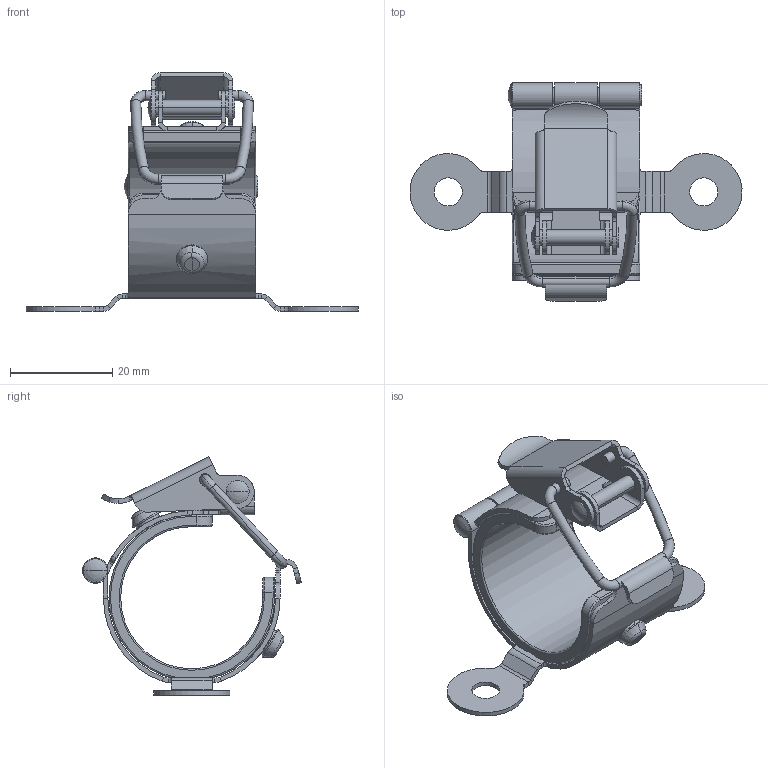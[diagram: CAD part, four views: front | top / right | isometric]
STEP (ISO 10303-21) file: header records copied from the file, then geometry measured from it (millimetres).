
FILE_DESCRIPTION((''),'2;1');
FILE_NAME('208821_ASM','2018-10-08T',('pdmadmin'),('BANNER ENGINEERING'),'CREO PARAMETRIC BY PTC INC, 2016260','CREO PARAMETRIC BY PTC INC, 2016260','');
FILE_SCHEMA(('CONFIG_CONTROL_DESIGN'));
Length unit declared in the file: millimetre
Products named in the file (9): 205946; 205947; 206472; 206473; KBOIE_SS_RIVET_M3X25; KBOIE_SS_RIVET_M3X16; 206527_ASM; KBOIE_206474; 208821_ASM
Assembly tree (8 placements, depth 3):
  208821_ASM
    206527_ASM
      205946
      205947
      206472
      206473
      KBOIE_SS_RIVET_M3X25
      KBOIE_SS_RIVET_M3X16
    KBOIE_206474
Bounding box: 64.94 x 42.78 x 46.61 mm (x, y, z)
Volume: 8286.3 mm3; surface area: 13127.7 mm2
Topology: 7 solids, 7 shells, 330 faces, 758 edges, 440 vertices
Faces by surface type: plane 135, cylinder 116, torus 36, bspline 23, cone 16, sphere 4
Entity records: 10455 total; most frequent: CARTESIAN_POINT 2784, DIRECTION 1660, ORIENTED_EDGE 1500, EDGE_CURVE 750, AXIS2_PLACEMENT_3D 638, VERTEX_POINT 440, VECTOR 384, LINE 384
